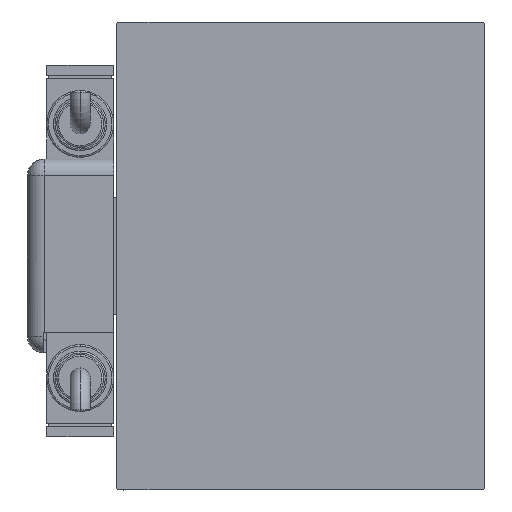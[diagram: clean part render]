
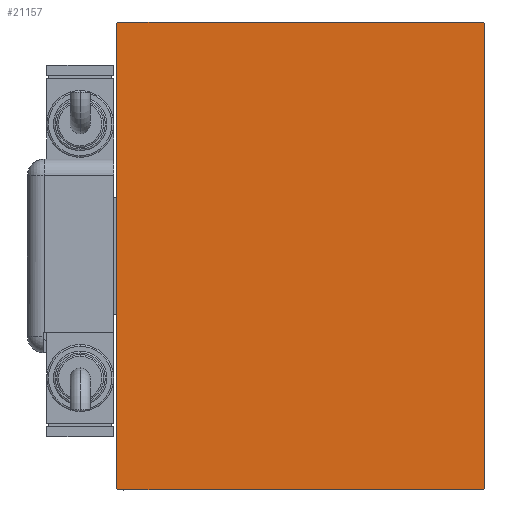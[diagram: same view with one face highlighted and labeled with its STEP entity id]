
A CAD part, left-side view. The second image highlights one B-rep face of the part: STEP entity #21157.
In plain terms, the highlighted face is planar.
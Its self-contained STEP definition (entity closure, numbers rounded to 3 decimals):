
#735 = ORIENTED_EDGE ( 'NONE', *, *, #34459, .T. ) ;
#781 = DIRECTION ( 'NONE',  ( 1., 0., 0. ) ) ;
#1710 = ORIENTED_EDGE ( 'NONE', *, *, #25612, .T. ) ;
#2856 = LINE ( 'NONE', #30510, #8566 ) ;
#2893 = CARTESIAN_POINT ( 'NONE',  ( 213., 55., 69.7 ) ) ;
#5893 = DIRECTION ( 'NONE',  ( 0., 0., -1. ) ) ;
#6793 = VECTOR ( 'NONE', #21035, 1000. ) ;
#6858 = EDGE_CURVE ( 'NONE', #22605, #12167, #47851, .T. ) ;
#7231 = CARTESIAN_POINT ( 'NONE',  ( 213., 55., -70. ) ) ;
#8055 = VECTOR ( 'NONE', #12059, 1000. ) ;
#8566 = VECTOR ( 'NONE', #20905, 1000. ) ;
#9201 = DIRECTION ( 'NONE',  ( 0., 0.707, -0.707 ) ) ;
#9831 = FACE_OUTER_BOUND ( 'NONE', #54903, .T. ) ;
#10431 = ORIENTED_EDGE ( 'NONE', *, *, #40235, .T. ) ;
#10997 = LINE ( 'NONE', #29331, #19147 ) ;
#11295 = DIRECTION ( 'NONE',  ( 0., 0.707, 0.707 ) ) ;
#11706 = CARTESIAN_POINT ( 'NONE',  ( 213., 54.7, 70. ) ) ;
#12059 = DIRECTION ( 'NONE',  ( 0., -0.707, -0.707 ) ) ;
#12072 = VERTEX_POINT ( 'NONE', #38108 ) ;
#12167 = VERTEX_POINT ( 'NONE', #2893 ) ;
#13729 = ORIENTED_EDGE ( 'NONE', *, *, #38863, .T. ) ;
#14333 = DIRECTION ( 'NONE',  ( 0., -0.707, 0.707 ) ) ;
#14921 = CARTESIAN_POINT ( 'NONE',  ( 213., 0., 0. ) ) ;
#19147 = VECTOR ( 'NONE', #5893, 1000. ) ;
#19400 = LINE ( 'NONE', #34437, #24170 ) ;
#19433 = DIRECTION ( 'NONE',  ( 0., 0., -1. ) ) ;
#20905 = DIRECTION ( 'NONE',  ( 0., -1., 0. ) ) ;
#21035 = DIRECTION ( 'NONE',  ( 0., 0., 1. ) ) ;
#21157 = ADVANCED_FACE ( 'NONE', ( #9831 ), #46522, .T. ) ;
#21773 = EDGE_CURVE ( 'NONE', #51012, #12072, #38763, .T. ) ;
#22605 = VERTEX_POINT ( 'NONE', #36906 ) ;
#24170 = VECTOR ( 'NONE', #11295, 1000. ) ;
#25612 = EDGE_CURVE ( 'NONE', #58587, #51012, #41976, .T. ) ;
#28410 = VECTOR ( 'NONE', #14333, 1000. ) ;
#29331 = CARTESIAN_POINT ( 'NONE',  ( 213., -55., 70. ) ) ;
#30100 = LINE ( 'NONE', #53293, #8055 ) ;
#30510 = CARTESIAN_POINT ( 'NONE',  ( 213., 55., 70. ) ) ;
#32336 = CARTESIAN_POINT ( 'NONE',  ( 213., -62.35, -62.35 ) ) ;
#34437 = CARTESIAN_POINT ( 'NONE',  ( 213., 62.35, -62.35 ) ) ;
#34459 = EDGE_CURVE ( 'NONE', #52986, #40447, #30100, .T. ) ;
#36906 = CARTESIAN_POINT ( 'NONE',  ( 213., 55., -69.7 ) ) ;
#38108 = CARTESIAN_POINT ( 'NONE',  ( 213., 54.7, -70. ) ) ;
#38529 = CARTESIAN_POINT ( 'NONE',  ( 213., -54.7, 70. ) ) ;
#38749 = ORIENTED_EDGE ( 'NONE', *, *, #21773, .T. ) ;
#38763 = LINE ( 'NONE', #57421, #58488 ) ;
#38863 = EDGE_CURVE ( 'NONE', #54467, #52986, #2856, .T. ) ;
#39406 = VECTOR ( 'NONE', #9201, 1000. ) ;
#40235 = EDGE_CURVE ( 'NONE', #40447, #58587, #10997, .T. ) ;
#40415 = CARTESIAN_POINT ( 'NONE',  ( 213., -55., 69.7 ) ) ;
#40447 = VERTEX_POINT ( 'NONE', #40415 ) ;
#41976 = LINE ( 'NONE', #32336, #39406 ) ;
#43962 = ORIENTED_EDGE ( 'NONE', *, *, #6858, .T. ) ;
#44301 = EDGE_CURVE ( 'NONE', #12072, #22605, #19400, .T. ) ;
#46522 = PLANE ( 'NONE',  #53762 ) ;
#47239 = CARTESIAN_POINT ( 'NONE',  ( 213., -55., -69.7 ) ) ;
#47851 = LINE ( 'NONE', #7231, #6793 ) ;
#50681 = ORIENTED_EDGE ( 'NONE', *, *, #58065, .T. ) ;
#51012 = VERTEX_POINT ( 'NONE', #56755 ) ;
#52986 = VERTEX_POINT ( 'NONE', #38529 ) ;
#53293 = CARTESIAN_POINT ( 'NONE',  ( 213., -62.35, 62.35 ) ) ;
#53762 = AXIS2_PLACEMENT_3D ( 'NONE', #14921, #781, #19433 ) ;
#54467 = VERTEX_POINT ( 'NONE', #11706 ) ;
#54903 = EDGE_LOOP ( 'NONE', ( #38749, #57936, #43962, #50681, #13729, #735, #10431, #1710 ) ) ;
#55569 = LINE ( 'NONE', #59497, #28410 ) ;
#56755 = CARTESIAN_POINT ( 'NONE',  ( 213., -54.7, -70. ) ) ;
#57134 = DIRECTION ( 'NONE',  ( 0., 1., 0. ) ) ;
#57421 = CARTESIAN_POINT ( 'NONE',  ( 213., -55., -70. ) ) ;
#57936 = ORIENTED_EDGE ( 'NONE', *, *, #44301, .T. ) ;
#58065 = EDGE_CURVE ( 'NONE', #12167, #54467, #55569, .T. ) ;
#58488 = VECTOR ( 'NONE', #57134, 1000. ) ;
#58587 = VERTEX_POINT ( 'NONE', #47239 ) ;
#59497 = CARTESIAN_POINT ( 'NONE',  ( 213., 62.35, 62.35 ) ) ;
